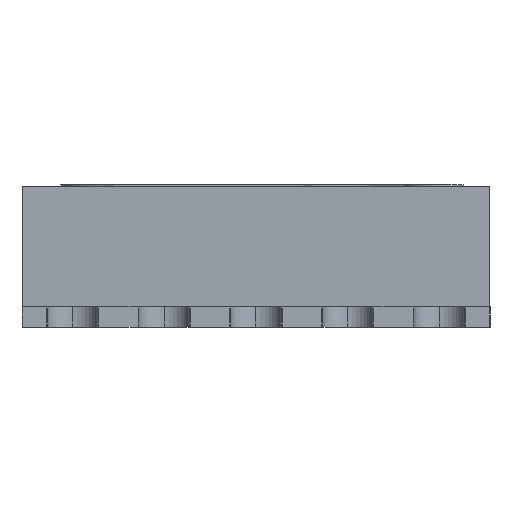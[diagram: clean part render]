
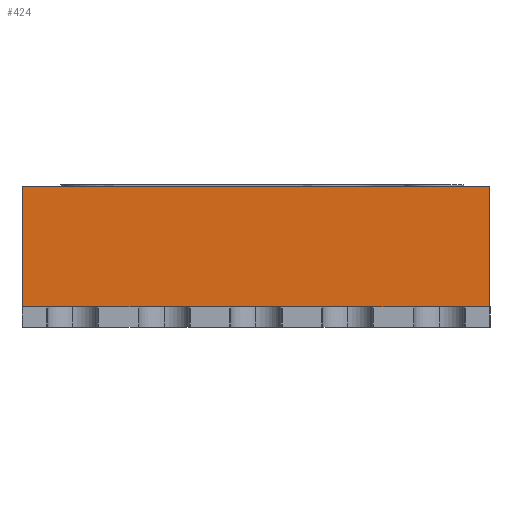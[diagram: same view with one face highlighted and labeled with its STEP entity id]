
A CAD part, left-side view. The second image highlights one B-rep face of the part: STEP entity #424.
In plain terms, the highlighted planar face has unit normal (-1, 0, 0).
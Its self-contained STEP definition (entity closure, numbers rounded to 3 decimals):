
#63 = EDGE_CURVE('',#64,#66,#68,.T.);
#64 = VERTEX_POINT('',#65);
#65 = CARTESIAN_POINT('',(-8.46,6.25,3.75));
#66 = VERTEX_POINT('',#67);
#67 = CARTESIAN_POINT('',(-8.46,-6.25,3.75));
#68 = LINE('',#69,#70);
#69 = CARTESIAN_POINT('',(-8.46,-3.125,3.75));
#70 = VECTOR('',#71,1.);
#71 = DIRECTION('',(0.,-1.,0.));
#424 = ADVANCED_FACE('',(#425),#610,.F.);
#425 = FACE_BOUND('',#426,.F.);
#426 = EDGE_LOOP('',(#427,#435,#443,#451,#459,#467,#475,#483,#491,#499,
    #507,#515,#523,#531,#539,#547,#555,#563,#571,#579,#587,#595,#603,
    #609));
#427 = ORIENTED_EDGE('',*,*,#428,.F.);
#428 = EDGE_CURVE('',#429,#66,#431,.T.);
#429 = VERTEX_POINT('',#430);
#430 = CARTESIAN_POINT('',(-8.46,-6.25,0.54));
#431 = LINE('',#432,#433);
#432 = CARTESIAN_POINT('',(-8.46,-6.25,0.54));
#433 = VECTOR('',#434,1.);
#434 = DIRECTION('',(0.,0.,1.));
#435 = ORIENTED_EDGE('',*,*,#436,.T.);
#436 = EDGE_CURVE('',#429,#437,#439,.T.);
#437 = VERTEX_POINT('',#438);
#438 = CARTESIAN_POINT('',(-8.46,-5.6,0.54));
#439 = LINE('',#440,#441);
#440 = CARTESIAN_POINT('',(-8.46,-6.25,0.54));
#441 = VECTOR('',#442,1.);
#442 = DIRECTION('',(0.,1.,0.));
#443 = ORIENTED_EDGE('',*,*,#444,.T.);
#444 = EDGE_CURVE('',#437,#445,#447,.T.);
#445 = VERTEX_POINT('',#446);
#446 = CARTESIAN_POINT('',(-8.46,-5.6,0.55));
#447 = LINE('',#448,#449);
#448 = CARTESIAN_POINT('',(-8.46,-5.6,0.5));
#449 = VECTOR('',#450,1.);
#450 = DIRECTION('',(0.,0.,1.));
#451 = ORIENTED_EDGE('',*,*,#452,.T.);
#452 = EDGE_CURVE('',#445,#453,#455,.T.);
#453 = VERTEX_POINT('',#454);
#454 = CARTESIAN_POINT('',(-8.46,-4.2,0.55));
#455 = LINE('',#456,#457);
#456 = CARTESIAN_POINT('',(-8.46,-5.6,0.55));
#457 = VECTOR('',#458,1.);
#458 = DIRECTION('',(0.,1.,0.));
#459 = ORIENTED_EDGE('',*,*,#460,.F.);
#460 = EDGE_CURVE('',#461,#453,#463,.T.);
#461 = VERTEX_POINT('',#462);
#462 = CARTESIAN_POINT('',(-8.46,-4.2,0.54));
#463 = LINE('',#464,#465);
#464 = CARTESIAN_POINT('',(-8.46,-4.2,0.5));
#465 = VECTOR('',#466,1.);
#466 = DIRECTION('',(0.,0.,1.));
#467 = ORIENTED_EDGE('',*,*,#468,.T.);
#468 = EDGE_CURVE('',#461,#469,#471,.T.);
#469 = VERTEX_POINT('',#470);
#470 = CARTESIAN_POINT('',(-8.46,-3.15,0.54));
#471 = LINE('',#472,#473);
#472 = CARTESIAN_POINT('',(-8.46,-6.25,0.54));
#473 = VECTOR('',#474,1.);
#474 = DIRECTION('',(0.,1.,0.));
#475 = ORIENTED_EDGE('',*,*,#476,.T.);
#476 = EDGE_CURVE('',#469,#477,#479,.T.);
#477 = VERTEX_POINT('',#478);
#478 = CARTESIAN_POINT('',(-8.46,-3.15,0.55));
#479 = LINE('',#480,#481);
#480 = CARTESIAN_POINT('',(-8.46,-3.15,0.5));
#481 = VECTOR('',#482,1.);
#482 = DIRECTION('',(0.,0.,1.));
#483 = ORIENTED_EDGE('',*,*,#484,.T.);
#484 = EDGE_CURVE('',#477,#485,#487,.T.);
#485 = VERTEX_POINT('',#486);
#486 = CARTESIAN_POINT('',(-8.46,-1.75,0.55));
#487 = LINE('',#488,#489);
#488 = CARTESIAN_POINT('',(-8.46,-3.15,0.55));
#489 = VECTOR('',#490,1.);
#490 = DIRECTION('',(0.,1.,0.));
#491 = ORIENTED_EDGE('',*,*,#492,.F.);
#492 = EDGE_CURVE('',#493,#485,#495,.T.);
#493 = VERTEX_POINT('',#494);
#494 = CARTESIAN_POINT('',(-8.46,-1.75,0.54));
#495 = LINE('',#496,#497);
#496 = CARTESIAN_POINT('',(-8.46,-1.75,0.5));
#497 = VECTOR('',#498,1.);
#498 = DIRECTION('',(0.,0.,1.));
#499 = ORIENTED_EDGE('',*,*,#500,.T.);
#500 = EDGE_CURVE('',#493,#501,#503,.T.);
#501 = VERTEX_POINT('',#502);
#502 = CARTESIAN_POINT('',(-8.46,-0.7,0.54));
#503 = LINE('',#504,#505);
#504 = CARTESIAN_POINT('',(-8.46,-6.25,0.54));
#505 = VECTOR('',#506,1.);
#506 = DIRECTION('',(0.,1.,0.));
#507 = ORIENTED_EDGE('',*,*,#508,.T.);
#508 = EDGE_CURVE('',#501,#509,#511,.T.);
#509 = VERTEX_POINT('',#510);
#510 = CARTESIAN_POINT('',(-8.46,-0.7,0.55));
#511 = LINE('',#512,#513);
#512 = CARTESIAN_POINT('',(-8.46,-0.7,0.5));
#513 = VECTOR('',#514,1.);
#514 = DIRECTION('',(0.,0.,1.));
#515 = ORIENTED_EDGE('',*,*,#516,.T.);
#516 = EDGE_CURVE('',#509,#517,#519,.T.);
#517 = VERTEX_POINT('',#518);
#518 = CARTESIAN_POINT('',(-8.46,0.7,0.55));
#519 = LINE('',#520,#521);
#520 = CARTESIAN_POINT('',(-8.46,-0.7,0.55));
#521 = VECTOR('',#522,1.);
#522 = DIRECTION('',(0.,1.,0.));
#523 = ORIENTED_EDGE('',*,*,#524,.F.);
#524 = EDGE_CURVE('',#525,#517,#527,.T.);
#525 = VERTEX_POINT('',#526);
#526 = CARTESIAN_POINT('',(-8.46,0.7,0.54));
#527 = LINE('',#528,#529);
#528 = CARTESIAN_POINT('',(-8.46,0.7,0.5));
#529 = VECTOR('',#530,1.);
#530 = DIRECTION('',(0.,0.,1.));
#531 = ORIENTED_EDGE('',*,*,#532,.T.);
#532 = EDGE_CURVE('',#525,#533,#535,.T.);
#533 = VERTEX_POINT('',#534);
#534 = CARTESIAN_POINT('',(-8.46,1.75,0.54));
#535 = LINE('',#536,#537);
#536 = CARTESIAN_POINT('',(-8.46,-6.25,0.54));
#537 = VECTOR('',#538,1.);
#538 = DIRECTION('',(0.,1.,0.));
#539 = ORIENTED_EDGE('',*,*,#540,.T.);
#540 = EDGE_CURVE('',#533,#541,#543,.T.);
#541 = VERTEX_POINT('',#542);
#542 = CARTESIAN_POINT('',(-8.46,1.75,0.55));
#543 = LINE('',#544,#545);
#544 = CARTESIAN_POINT('',(-8.46,1.75,0.5));
#545 = VECTOR('',#546,1.);
#546 = DIRECTION('',(0.,0.,1.));
#547 = ORIENTED_EDGE('',*,*,#548,.T.);
#548 = EDGE_CURVE('',#541,#549,#551,.T.);
#549 = VERTEX_POINT('',#550);
#550 = CARTESIAN_POINT('',(-8.46,3.15,0.55));
#551 = LINE('',#552,#553);
#552 = CARTESIAN_POINT('',(-8.46,1.75,0.55));
#553 = VECTOR('',#554,1.);
#554 = DIRECTION('',(0.,1.,0.));
#555 = ORIENTED_EDGE('',*,*,#556,.F.);
#556 = EDGE_CURVE('',#557,#549,#559,.T.);
#557 = VERTEX_POINT('',#558);
#558 = CARTESIAN_POINT('',(-8.46,3.15,0.54));
#559 = LINE('',#560,#561);
#560 = CARTESIAN_POINT('',(-8.46,3.15,0.5));
#561 = VECTOR('',#562,1.);
#562 = DIRECTION('',(0.,0.,1.));
#563 = ORIENTED_EDGE('',*,*,#564,.T.);
#564 = EDGE_CURVE('',#557,#565,#567,.T.);
#565 = VERTEX_POINT('',#566);
#566 = CARTESIAN_POINT('',(-8.46,4.2,0.54));
#567 = LINE('',#568,#569);
#568 = CARTESIAN_POINT('',(-8.46,-6.25,0.54));
#569 = VECTOR('',#570,1.);
#570 = DIRECTION('',(0.,1.,0.));
#571 = ORIENTED_EDGE('',*,*,#572,.T.);
#572 = EDGE_CURVE('',#565,#573,#575,.T.);
#573 = VERTEX_POINT('',#574);
#574 = CARTESIAN_POINT('',(-8.46,4.2,0.55));
#575 = LINE('',#576,#577);
#576 = CARTESIAN_POINT('',(-8.46,4.2,0.5));
#577 = VECTOR('',#578,1.);
#578 = DIRECTION('',(0.,0.,1.));
#579 = ORIENTED_EDGE('',*,*,#580,.T.);
#580 = EDGE_CURVE('',#573,#581,#583,.T.);
#581 = VERTEX_POINT('',#582);
#582 = CARTESIAN_POINT('',(-8.46,5.6,0.55));
#583 = LINE('',#584,#585);
#584 = CARTESIAN_POINT('',(-8.46,4.2,0.55));
#585 = VECTOR('',#586,1.);
#586 = DIRECTION('',(0.,1.,0.));
#587 = ORIENTED_EDGE('',*,*,#588,.F.);
#588 = EDGE_CURVE('',#589,#581,#591,.T.);
#589 = VERTEX_POINT('',#590);
#590 = CARTESIAN_POINT('',(-8.46,5.6,0.54));
#591 = LINE('',#592,#593);
#592 = CARTESIAN_POINT('',(-8.46,5.6,0.5));
#593 = VECTOR('',#594,1.);
#594 = DIRECTION('',(0.,0.,1.));
#595 = ORIENTED_EDGE('',*,*,#596,.T.);
#596 = EDGE_CURVE('',#589,#597,#599,.T.);
#597 = VERTEX_POINT('',#598);
#598 = CARTESIAN_POINT('',(-8.46,6.25,0.54));
#599 = LINE('',#600,#601);
#600 = CARTESIAN_POINT('',(-8.46,-6.25,0.54));
#601 = VECTOR('',#602,1.);
#602 = DIRECTION('',(0.,1.,0.));
#603 = ORIENTED_EDGE('',*,*,#604,.T.);
#604 = EDGE_CURVE('',#597,#64,#605,.T.);
#605 = LINE('',#606,#607);
#606 = CARTESIAN_POINT('',(-8.46,6.25,0.54));
#607 = VECTOR('',#608,1.);
#608 = DIRECTION('',(0.,0.,1.));
#609 = ORIENTED_EDGE('',*,*,#63,.T.);
#610 = PLANE('',#611);
#611 = AXIS2_PLACEMENT_3D('',#612,#613,#614);
#612 = CARTESIAN_POINT('',(-8.46,-6.25,0.54));
#613 = DIRECTION('',(1.,0.,0.));
#614 = DIRECTION('',(0.,0.,1.));
